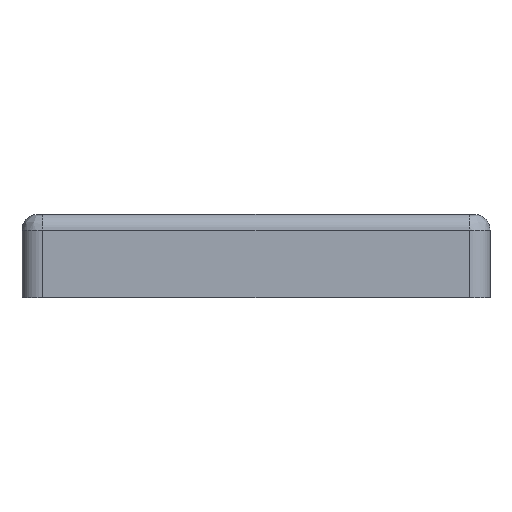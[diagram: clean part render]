
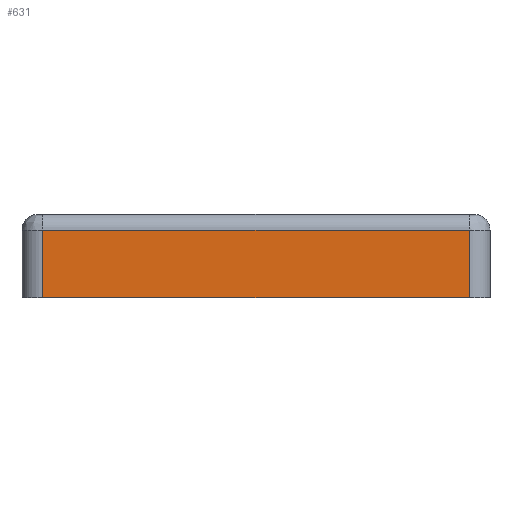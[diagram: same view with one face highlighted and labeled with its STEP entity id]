
A CAD part, front view. The second image highlights one B-rep face of the part: STEP entity #631.
In plain terms, the highlighted planar face has unit normal (0, -1, 0).
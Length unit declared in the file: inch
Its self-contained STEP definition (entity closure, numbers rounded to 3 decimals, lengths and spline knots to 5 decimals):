
#2 = LINE ( 'NONE', #4215, #10343 ) ;
#321 = LINE ( 'NONE', #2222, #450 ) ;
#405 = CARTESIAN_POINT ( 'NONE',  ( -1.61417, -1.77165, 0. ) ) ;
#411 = EDGE_LOOP ( 'NONE', ( #4746, #8962, #1975, #7155 ) ) ;
#450 = VECTOR ( 'NONE', #2424, 39.37008 ) ;
#631 = ADVANCED_FACE ( 'NONE', ( #5203 ), #7210, .F. ) ;
#1053 = EDGE_CURVE ( 'NONE', #5588, #1623, #321, .T. ) ;
#1623 = VERTEX_POINT ( 'NONE', #8610 ) ;
#1675 = DIRECTION ( 'NONE',  ( 0., 0., 1. ) ) ;
#1676 = CARTESIAN_POINT ( 'NONE',  ( -1.61417, -1.77165, 0.62992 ) ) ;
#1975 = ORIENTED_EDGE ( 'NONE', *, *, #2129, .F. ) ;
#2129 = EDGE_CURVE ( 'NONE', #5099, #7168, #2, .T. ) ;
#2222 = CARTESIAN_POINT ( 'NONE',  ( -1.77165, -1.77165, 0.51181 ) ) ;
#2424 = DIRECTION ( 'NONE',  ( 1., 0., 0. ) ) ;
#2747 = VECTOR ( 'NONE', #1675, 39.37008 ) ;
#4171 = DIRECTION ( 'NONE',  ( -1., 0., 0. ) ) ;
#4215 = CARTESIAN_POINT ( 'NONE',  ( -1.77165, -1.77165, 0. ) ) ;
#4475 = VECTOR ( 'NONE', #7914, 39.37008 ) ;
#4746 = ORIENTED_EDGE ( 'NONE', *, *, #1053, .F. ) ;
#5099 = VERTEX_POINT ( 'NONE', #8005 ) ;
#5203 = FACE_OUTER_BOUND ( 'NONE', #411, .T. ) ;
#5588 = VERTEX_POINT ( 'NONE', #8913 ) ;
#5754 = EDGE_CURVE ( 'NONE', #1623, #5099, #8922, .T. ) ;
#6161 = AXIS2_PLACEMENT_3D ( 'NONE', #6599, #6580, #6543 ) ;
#6543 = DIRECTION ( 'NONE',  ( 0., 0., 1. ) ) ;
#6580 = DIRECTION ( 'NONE',  ( 0., 1., 0. ) ) ;
#6599 = CARTESIAN_POINT ( 'NONE',  ( -1.77165, -1.77165, 0.62992 ) ) ;
#6864 = EDGE_CURVE ( 'NONE', #7168, #5588, #7167, .T. ) ;
#7155 = ORIENTED_EDGE ( 'NONE', *, *, #5754, .F. ) ;
#7167 = LINE ( 'NONE', #1676, #2747 ) ;
#7168 = VERTEX_POINT ( 'NONE', #405 ) ;
#7210 = PLANE ( 'NONE',  #6161 ) ;
#7914 = DIRECTION ( 'NONE',  ( 0., 0., -1. ) ) ;
#7917 = CARTESIAN_POINT ( 'NONE',  ( 1.61417, -1.77165, 0.62992 ) ) ;
#8005 = CARTESIAN_POINT ( 'NONE',  ( 1.61417, -1.77165, 0. ) ) ;
#8610 = CARTESIAN_POINT ( 'NONE',  ( 1.61417, -1.77165, 0.51181 ) ) ;
#8913 = CARTESIAN_POINT ( 'NONE',  ( -1.61417, -1.77165, 0.51181 ) ) ;
#8922 = LINE ( 'NONE', #7917, #4475 ) ;
#8962 = ORIENTED_EDGE ( 'NONE', *, *, #6864, .F. ) ;
#10343 = VECTOR ( 'NONE', #4171, 39.37008 ) ;
